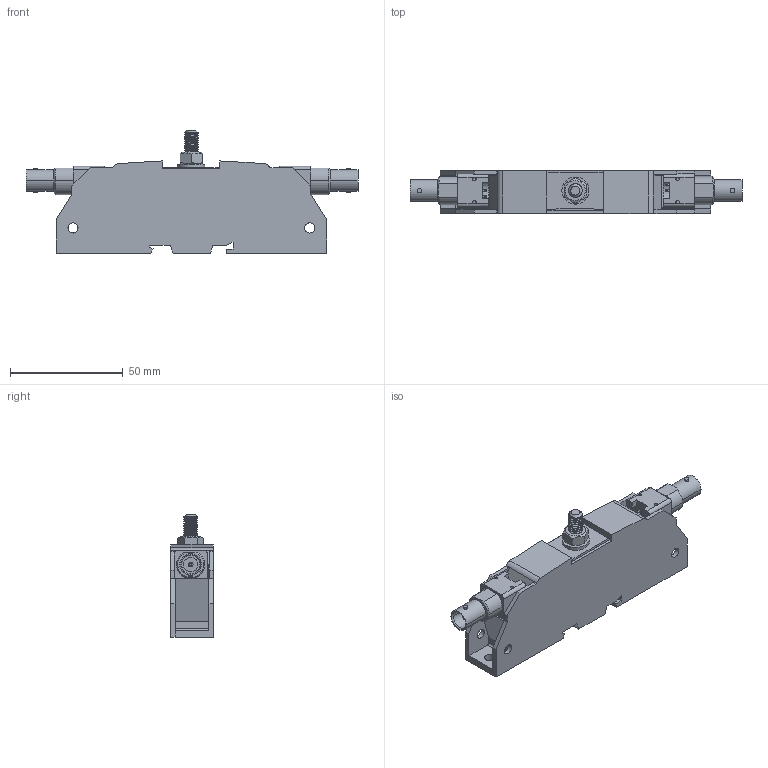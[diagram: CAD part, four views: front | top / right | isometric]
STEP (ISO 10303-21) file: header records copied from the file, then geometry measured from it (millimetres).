
FILE_DESCRIPTION(/* description */ ('ESP CCTV/B - Combined Catagory D, C, B protector suitable for coaxial CCTV cable with CCTV connectors'),/* implementation_level */ '2;1');
FILE_NAME(/* name */ 'ESP CCTV-B.stp',/* time_stamp */ '2014-02-14T08:18:19+00:00',/* author */ ('N. Brown'),/* organization */ ('W.J.Furse'),/* preprocessor_version */ 'ST-DEVELOPER v15.2',/* originating_system */ 'Autodesk Inventor 2014',/* authorisation */ '');
FILE_SCHEMA (('AUTOMOTIVE_DESIGN { 1 0 10303 214 3 1 1 }'));
Length unit declared in the file: centimetre
Products named in the file (1): ESP_CCTV-B
Bounding box: 147.24 x 19 x 54.4 mm (x, y, z)
Volume: 33622.1 mm3; surface area: 36551.8 mm2
Topology: 1 solids, 6 shells, 801 faces, 2102 edges, 1380 vertices
Faces by surface type: plane 453, cylinder 193, bspline 133, cone 22
Full cylindrical faces by diameter (mm): 0.991 x16, 1.092 x1, 2 x1, 2.459 x2, 2.489 x1, 3 x5, 3.175 x2, 4 x2, 4.5 x6, 6.4 x1, 12 x1
Entity records: 31392 total; most frequent: CARTESIAN_POINT 11715, ORIENTED_EDGE 4090, DIRECTION 3500, EDGE_CURVE 2045, VERTEX_POINT 1373, LINE 1306, VECTOR 1306, AXIS2_PLACEMENT_3D 1097
